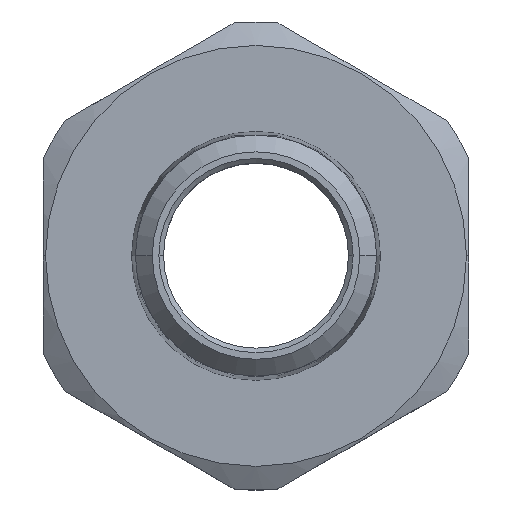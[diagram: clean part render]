
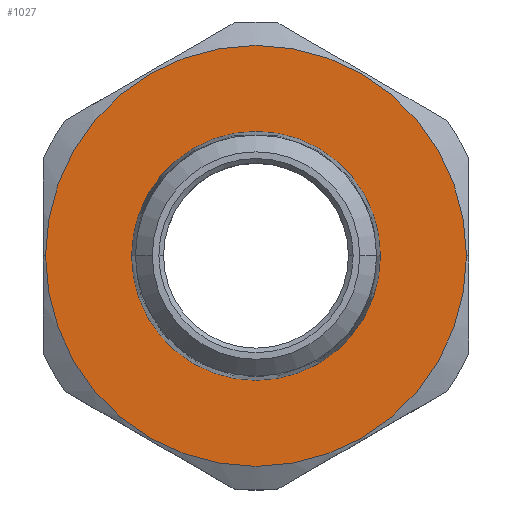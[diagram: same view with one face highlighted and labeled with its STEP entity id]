
A CAD part, top view. The second image highlights one B-rep face of the part: STEP entity #1027.
In plain terms, the highlighted planar face has unit normal (0, 0, 1).
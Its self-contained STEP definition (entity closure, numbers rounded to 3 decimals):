
#24 = EDGE_CURVE ( 'NONE', #651, #304, #666, .T. ) ;
#78 = PLANE ( 'NONE',  #352 ) ;
#109 = DIRECTION ( 'NONE',  ( 0., 0., -1. ) ) ;
#162 = AXIS2_PLACEMENT_3D ( 'NONE', #1049, #1163, #253 ) ;
#168 = FACE_OUTER_BOUND ( 'NONE', #1029, .T. ) ;
#253 = DIRECTION ( 'NONE',  ( -1., 0., 0. ) ) ;
#254 = ORIENTED_EDGE ( 'NONE', *, *, #24, .T. ) ;
#289 = CARTESIAN_POINT ( 'NONE',  ( 22.75, 0., 20.5 ) ) ;
#295 = EDGE_CURVE ( 'NONE', #304, #651, #375, .T. ) ;
#301 = VERTEX_POINT ( 'NONE', #1005 ) ;
#304 = VERTEX_POINT ( 'NONE', #415 ) ;
#311 = AXIS2_PLACEMENT_3D ( 'NONE', #801, #392, #893 ) ;
#352 = AXIS2_PLACEMENT_3D ( 'NONE', #583, #996, #463 ) ;
#364 = DIRECTION ( 'NONE',  ( 0., 0., -1. ) ) ;
#375 = CIRCLE ( 'NONE', #1041, 13.45 ) ;
#383 = FACE_BOUND ( 'NONE', #1305, .T. ) ;
#392 = DIRECTION ( 'NONE',  ( 0., 0., -1. ) ) ;
#415 = CARTESIAN_POINT ( 'NONE',  ( -13.45, 0., 20.5 ) ) ;
#438 = CIRCLE ( 'NONE', #311, 22.75 ) ;
#463 = DIRECTION ( 'NONE',  ( -1., 0., 0. ) ) ;
#474 = VERTEX_POINT ( 'NONE', #289 ) ;
#486 = ORIENTED_EDGE ( 'NONE', *, *, #504, .F. ) ;
#504 = EDGE_CURVE ( 'NONE', #301, #474, #647, .T. ) ;
#583 = CARTESIAN_POINT ( 'NONE',  ( 0., 13.45, 20.5 ) ) ;
#603 = CARTESIAN_POINT ( 'NONE',  ( 0., 0., 20.5 ) ) ;
#610 = EDGE_CURVE ( 'NONE', #474, #301, #438, .T. ) ;
#647 = CIRCLE ( 'NONE', #995, 22.75 ) ;
#651 = VERTEX_POINT ( 'NONE', #704 ) ;
#666 = CIRCLE ( 'NONE', #162, 13.45 ) ;
#704 = CARTESIAN_POINT ( 'NONE',  ( 13.45, 0., 20.5 ) ) ;
#755 = DIRECTION ( 'NONE',  ( -1., 0., 0. ) ) ;
#801 = CARTESIAN_POINT ( 'NONE',  ( 0., 0., 20.5 ) ) ;
#879 = CARTESIAN_POINT ( 'NONE',  ( 0., 0., 20.5 ) ) ;
#893 = DIRECTION ( 'NONE',  ( -1., 0., 0. ) ) ;
#912 = DIRECTION ( 'NONE',  ( -1., 0., 0. ) ) ;
#929 = ORIENTED_EDGE ( 'NONE', *, *, #295, .T. ) ;
#995 = AXIS2_PLACEMENT_3D ( 'NONE', #879, #364, #755 ) ;
#996 = DIRECTION ( 'NONE',  ( 0., 0., -1. ) ) ;
#1005 = CARTESIAN_POINT ( 'NONE',  ( -22.75, 0., 20.5 ) ) ;
#1027 = ADVANCED_FACE ( 'NONE', ( #168, #383 ), #78, .F. ) ;
#1029 = EDGE_LOOP ( 'NONE', ( #486, #1285 ) ) ;
#1041 = AXIS2_PLACEMENT_3D ( 'NONE', #603, #109, #912 ) ;
#1049 = CARTESIAN_POINT ( 'NONE',  ( 0., 0., 20.5 ) ) ;
#1163 = DIRECTION ( 'NONE',  ( 0., 0., -1. ) ) ;
#1285 = ORIENTED_EDGE ( 'NONE', *, *, #610, .F. ) ;
#1305 = EDGE_LOOP ( 'NONE', ( #929, #254 ) ) ;
